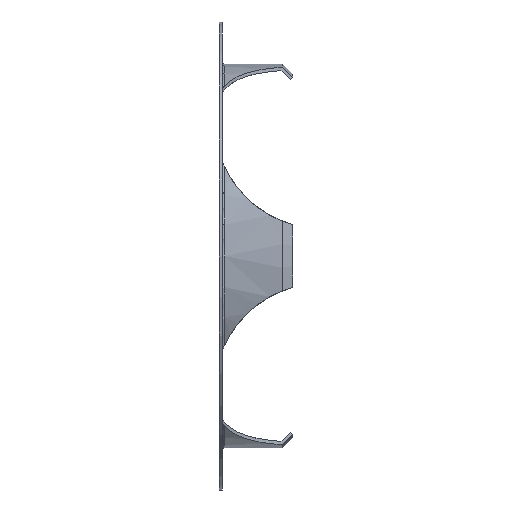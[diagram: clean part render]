
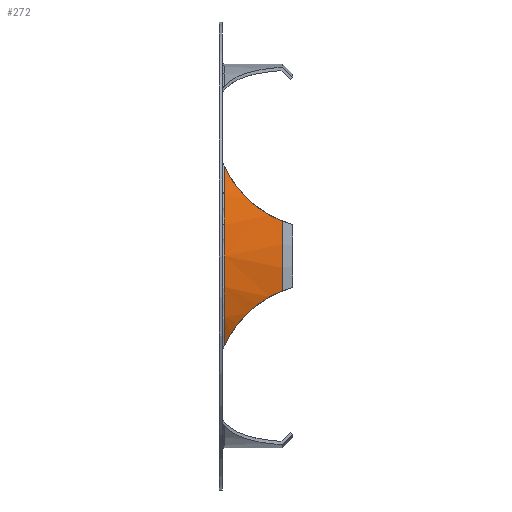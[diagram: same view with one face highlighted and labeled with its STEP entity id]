
A CAD part, left-side view. The second image highlights one B-rep face of the part: STEP entity #272.
In plain terms, the highlighted cylindrical face has radius 18.25 mm (diameter 36.5 mm), a partial arc.
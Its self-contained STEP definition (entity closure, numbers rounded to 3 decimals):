
#10 = CARTESIAN_POINT ( 'NONE',  ( -17.832, 2.215, -3.888 ) ) ;
#45 = VERTEX_POINT ( 'NONE', #1006 ) ;
#58 = ORIENTED_EDGE ( 'NONE', *, *, #990, .T. ) ;
#59 = AXIS2_PLACEMENT_3D ( 'NONE', #560, #1060, #900 ) ;
#60 = CARTESIAN_POINT ( 'NONE',  ( -17.277, 4.794, 5.899 ) ) ;
#99 = ORIENTED_EDGE ( 'NONE', *, *, #2100, .T. ) ;
#136 = CARTESIAN_POINT ( 'NONE',  ( -17.558, 3.86, -5. ) ) ;
#272 = ADVANCED_FACE ( 'NONE', ( #741 ), #1896, .T. ) ;
#335 = CARTESIAN_POINT ( 'NONE',  ( -16.993, 5.403, -6.662 ) ) ;
#393 = CARTESIAN_POINT ( 'NONE',  ( -17.839, 2.218, 3.871 ) ) ;
#425 = CARTESIAN_POINT ( 'NONE',  ( -17.899, 1.627, 3.57 ) ) ;
#484 = CARTESIAN_POINT ( 'NONE',  ( -17.346, 4.563, -5.677 ) ) ;
#487 = B_SPLINE_CURVE_WITH_KNOTS ( 'NONE', 3,
 ( #659, #1615, #1154, #335, #1167, #1652, #484, #136, #966, #796, #10, #1479, #1487, #2138 ),
 .UNSPECIFIED., .F., .F.,
 ( 4, 2, 2, 2, 2, 2, 4 ),
 ( 0., 0.002, 0.003, 0.004, 0.006, 0.007, 0.008 ),
 .UNSPECIFIED. ) ;
#560 = CARTESIAN_POINT ( 'NONE',  ( 0., 3.75, 0. ) ) ;
#599 = CARTESIAN_POINT ( 'NONE',  ( -16.282, 6.375, 8.25 ) ) ;
#659 = CARTESIAN_POINT ( 'NONE',  ( -16.136, 6.5, -8.527 ) ) ;
#736 = CIRCLE ( 'NONE', #1498, 18.25 ) ;
#741 = FACE_OUTER_BOUND ( 'NONE', #1811, .T. ) ;
#761 = CARTESIAN_POINT ( 'NONE',  ( -17.712, 3.052, 4.403 ) ) ;
#796 = CARTESIAN_POINT ( 'NONE',  ( -17.795, 2.506, -4.055 ) ) ;
#875 = CARTESIAN_POINT ( 'NONE',  ( -17.552, 3.841, 5.004 ) ) ;
#897 = CARTESIAN_POINT ( 'NONE',  ( -17.489, 4.09, 5.222 ) ) ;
#900 = DIRECTION ( 'NONE',  ( 0., 0., -1. ) ) ;
#908 = CARTESIAN_POINT ( 'NONE',  ( -16.786, 5.758, 7.167 ) ) ;
#915 = ORIENTED_EDGE ( 'NONE', *, *, #2006, .T. ) ;
#966 = CARTESIAN_POINT ( 'NONE',  ( -17.667, 3.346, -4.592 ) ) ;
#990 = EDGE_CURVE ( 'NONE', #45, #1749, #1805, .T. ) ;
#1006 = CARTESIAN_POINT ( 'NONE',  ( -17.944, 1., 3.328 ) ) ;
#1045 = CARTESIAN_POINT ( 'NONE',  ( -17.663, 3.321, 4.594 ) ) ;
#1056 = CARTESIAN_POINT ( 'NONE',  ( -16.136, 6.5, 8.527 ) ) ;
#1060 = DIRECTION ( 'NONE',  ( 0., -1., 0. ) ) ;
#1066 = CARTESIAN_POINT ( 'NONE',  ( -17.944, 1., 3.328 ) ) ;
#1117 = CIRCLE ( 'NONE', #2082, 18.25 ) ;
#1131 = DIRECTION ( 'NONE',  ( 0., 0., -1. ) ) ;
#1154 = CARTESIAN_POINT ( 'NONE',  ( -16.676, 5.946, -7.436 ) ) ;
#1165 = CARTESIAN_POINT ( 'NONE',  ( 0., 6.5, 0. ) ) ;
#1167 = CARTESIAN_POINT ( 'NONE',  ( -17.09, 5.208, -6.409 ) ) ;
#1210 = CARTESIAN_POINT ( 'NONE',  ( -17.105, 5.21, 6.387 ) ) ;
#1235 = CARTESIAN_POINT ( 'NONE',  ( -17.944, 1., -3.328 ) ) ;
#1321 = VERTEX_POINT ( 'NONE', #1901 ) ;
#1339 = DIRECTION ( 'NONE',  ( 0., 1., 0. ) ) ;
#1363 = ORIENTED_EDGE ( 'NONE', *, *, #2030, .T. ) ;
#1479 = CARTESIAN_POINT ( 'NONE',  ( -17.895, 1.619, -3.585 ) ) ;
#1483 = VERTEX_POINT ( 'NONE', #1235 ) ;
#1487 = CARTESIAN_POINT ( 'NONE',  ( -17.922, 1.313, -3.449 ) ) ;
#1498 = AXIS2_PLACEMENT_3D ( 'NONE', #1165, #2123, #1622 ) ;
#1615 = CARTESIAN_POINT ( 'NONE',  ( -16.428, 6.249, -7.974 ) ) ;
#1622 = DIRECTION ( 'NONE',  ( -0.87, 0., 0.494 ) ) ;
#1652 = CARTESIAN_POINT ( 'NONE',  ( -17.267, 4.787, -5.916 ) ) ;
#1697 = CARTESIAN_POINT ( 'NONE',  ( -16.417, 6.235, 7.976 ) ) ;
#1749 = VERTEX_POINT ( 'NONE', #1998 ) ;
#1805 = B_SPLINE_CURVE_WITH_KNOTS ( 'NONE', 3,
 ( #1066, #425, #393, #761, #1045, #875, #897, #60, #1210, #908, #2069, #1697, #599, #1056 ),
 .UNSPECIFIED., .F., .F.,
 ( 4, 2, 2, 2, 2, 2, 4 ),
 ( 0., 0.002, 0.003, 0.004, 0.006, 0.007, 0.008 ),
 .UNSPECIFIED. ) ;
#1811 = EDGE_LOOP ( 'NONE', ( #1363, #915, #58, #99 ) ) ;
#1896 = CYLINDRICAL_SURFACE ( 'NONE', #59, 18.25 ) ;
#1901 = CARTESIAN_POINT ( 'NONE',  ( -16.136, 6.5, -8.527 ) ) ;
#1998 = CARTESIAN_POINT ( 'NONE',  ( -16.136, 6.5, 8.527 ) ) ;
#2006 = EDGE_CURVE ( 'NONE', #1483, #45, #1117, .T. ) ;
#2030 = EDGE_CURVE ( 'NONE', #1321, #1483, #487, .T. ) ;
#2069 = CARTESIAN_POINT ( 'NONE',  ( -16.669, 5.927, 7.435 ) ) ;
#2082 = AXIS2_PLACEMENT_3D ( 'NONE', #2127, #1339, #1131 ) ;
#2100 = EDGE_CURVE ( 'NONE', #1749, #1321, #736, .T. ) ;
#2123 = DIRECTION ( 'NONE',  ( 0., -1., 0. ) ) ;
#2127 = CARTESIAN_POINT ( 'NONE',  ( 0., 1., 0. ) ) ;
#2138 = CARTESIAN_POINT ( 'NONE',  ( -17.944, 1., -3.328 ) ) ;
